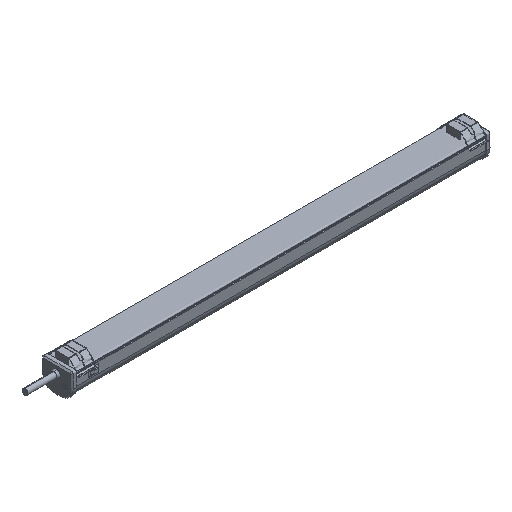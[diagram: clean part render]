
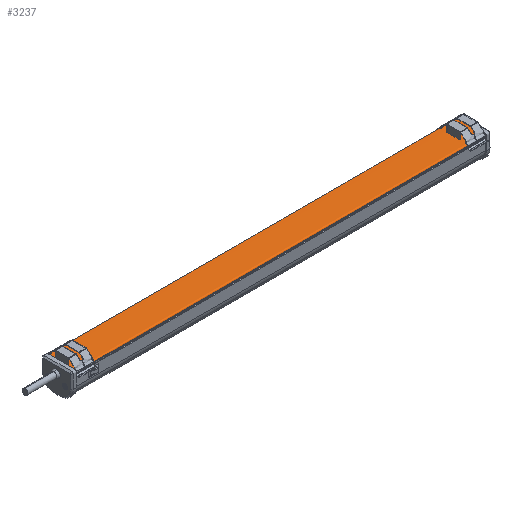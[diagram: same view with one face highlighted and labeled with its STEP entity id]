
A CAD part, isometric view. The second image highlights one B-rep face of the part: STEP entity #3237.
In plain terms, the highlighted free-form (B-spline) face has degree [2, 1] with [9, 2] control points.
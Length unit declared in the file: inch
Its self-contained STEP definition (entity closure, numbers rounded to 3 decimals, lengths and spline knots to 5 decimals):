
#86 = CARTESIAN_POINT ( 'NONE',  ( 11.52756, -0.73622, 1.4325 ) ) ;
#1739 = VERTEX_POINT ( 'NONE', #3188 ) ;
#1796 = EDGE_CURVE ( 'NONE', #7447, #7917, #2160, .T. ) ;
#2070 = CARTESIAN_POINT ( 'NONE',  ( -11.52756, 0.73622, 1.4325 ) ) ;
#2117 = CARTESIAN_POINT ( 'NONE',  ( -11.52756, 0.80709, 1.31527 ) ) ;
#2154 = CARTESIAN_POINT ( 'NONE',  ( 11.52756, -0.80709, 1.36164 ) ) ;
#2160 = LINE ( 'NONE', #16198, #8247 ) ;
#2515 = CARTESIAN_POINT ( 'NONE',  ( 11.52756, -0.80709, 1.36164 ) ) ;
#2807 = ORIENTED_EDGE ( 'NONE', *, *, #11042, .T. ) ;
#3188 = CARTESIAN_POINT ( 'NONE',  ( 11.52756, 0.80709, 1.31527 ) ) ;
#3237 = ADVANCED_FACE ( 'NONE', ( #12257 ), #9113, .T. ) ;
#3240 = CARTESIAN_POINT ( 'NONE',  ( -11.52756, 0., 1.4325 ) ) ;
#3565 = CARTESIAN_POINT ( 'NONE',  ( -11.52756, 0.80709, 1.36164 ) ) ;
#3595 = CARTESIAN_POINT ( 'NONE',  ( 11.52756, -0.80709, 1.4325 ) ) ;
#3796 =( BOUNDED_CURVE ( )  B_SPLINE_CURVE ( 2, ( #2154, #3595, #11086, #14748, #6048, #13507, #7123, #12407, #12359 ),
 .UNSPECIFIED., .F., .F. ) 
 B_SPLINE_CURVE_WITH_KNOTS ( ( 3, 2, 2, 2, 3 ),
 ( 0., 0.00284, 0.04044, 0.04329, 0.04447 ),
 .UNSPECIFIED. ) 
 CURVE ( )  GEOMETRIC_REPRESENTATION_ITEM ( )  RATIONAL_B_SPLINE_CURVE ( ( 1., 0.707, 1., 1., 1., 0.707, 1., 1., 1. ) ) 
 REPRESENTATION_ITEM ( '' )  );
#3936 = CARTESIAN_POINT ( 'NONE',  ( 11.52756, 0.80709, 1.4325 ) ) ;
#4369 = CARTESIAN_POINT ( 'NONE',  ( -11.52756, 0.80709, 1.4325 ) ) ;
#4377 = ORIENTED_EDGE ( 'NONE', *, *, #1796, .T. ) ;
#4515 = EDGE_CURVE ( 'NONE', #12295, #7447, #7865, .T. ) ;
#4804 = CARTESIAN_POINT ( 'NONE',  ( 11.52756, 0.80709, 1.36164 ) ) ;
#5028 = CARTESIAN_POINT ( 'NONE',  ( 11.52756, 0., 1.4325 ) ) ;
#5508 = ORIENTED_EDGE ( 'NONE', *, *, #4515, .T. ) ;
#6048 = CARTESIAN_POINT ( 'NONE',  ( 11.52756, 0.73622, 1.4325 ) ) ;
#6244 = CARTESIAN_POINT ( 'NONE',  ( 11.52756, -0.80709, 1.36164 ) ) ;
#6485 = EDGE_CURVE ( 'NONE', #7917, #1739, #3796, .T. ) ;
#6669 = ORIENTED_EDGE ( 'NONE', *, *, #6485, .T. ) ;
#6984 = CARTESIAN_POINT ( 'NONE',  ( -11.52756, -0.80709, 1.36164 ) ) ;
#7123 = CARTESIAN_POINT ( 'NONE',  ( 11.52756, 0.80709, 1.36164 ) ) ;
#7290 = CARTESIAN_POINT ( 'NONE',  ( -11.52756, 0.80709, 1.33845 ) ) ;
#7310 = EDGE_LOOP ( 'NONE', ( #5508, #4377, #6669, #2807 ) ) ;
#7447 = VERTEX_POINT ( 'NONE', #16408 ) ;
#7668 = CARTESIAN_POINT ( 'NONE',  ( -11.52756, 0., 1.4325 ) ) ;
#7865 =( BOUNDED_CURVE ( )  B_SPLINE_CURVE ( 2, ( #2117, #15897, #8209, #4369, #2070, #3240, #13249, #8157, #6984 ),
 .UNSPECIFIED., .F., .F. ) 
 B_SPLINE_CURVE_WITH_KNOTS ( ( 3, 2, 2, 2, 3 ),
 ( 0., 0.00115, 0.00393, 0.0406, 0.04337 ),
 .UNSPECIFIED. ) 
 CURVE ( )  GEOMETRIC_REPRESENTATION_ITEM ( )  RATIONAL_B_SPLINE_CURVE ( ( 1., 1., 1., 0.707, 1., 1., 1., 0.707, 1. ) ) 
 REPRESENTATION_ITEM ( '' )  );
#7917 = VERTEX_POINT ( 'NONE', #2515 ) ;
#8157 = CARTESIAN_POINT ( 'NONE',  ( -11.52756, -0.80709, 1.4325 ) ) ;
#8209 = CARTESIAN_POINT ( 'NONE',  ( -11.52756, 0.80709, 1.36164 ) ) ;
#8247 = VECTOR ( 'NONE', #12719, 39.37008 ) ;
#8615 = VECTOR ( 'NONE', #11036, 39.37008 ) ;
#8959 = CARTESIAN_POINT ( 'NONE',  ( -11.52756, -0.80709, 1.4325 ) ) ;
#9113 =( BOUNDED_SURFACE ( )  B_SPLINE_SURFACE ( 2, 1, ( 
 ( #11108, #16356 ),
 ( #7290, #11170 ),
 ( #3565, #4804 ),
 ( #11550, #3936 ),
 ( #13919, #16516 ),
 ( #7668, #5028 ),
 ( #10257, #86 ),
 ( #8959, #15210 ),
 ( #16456, #6244 ) ),
 .UNSPECIFIED., .F., .F., .F. ) 
 B_SPLINE_SURFACE_WITH_KNOTS ( ( 3, 2, 2, 2, 3 ),
 ( 2, 2 ),
 ( -41.40516, -40.22743, -37.39999, 0., 2.82743 ),
 ( 0., 585.6 ),
 .UNSPECIFIED. ) 
 GEOMETRIC_REPRESENTATION_ITEM ( )  RATIONAL_B_SPLINE_SURFACE ( (
 ( 1., 1.),
 ( 1., 1.),
 ( 1., 1.),
 ( 0.707, 0.707),
 ( 1., 1.),
 ( 1., 1.),
 ( 1., 1.),
 ( 0.707, 0.707),
 ( 1., 1.) ) ) 
 REPRESENTATION_ITEM ( '' )  SURFACE ( )  );
#9735 = CARTESIAN_POINT ( 'NONE',  ( 0., 0.80709, 1.31527 ) ) ;
#10257 = CARTESIAN_POINT ( 'NONE',  ( -11.52756, -0.73622, 1.4325 ) ) ;
#10439 = LINE ( 'NONE', #9735, #8615 ) ;
#11036 = DIRECTION ( 'NONE',  ( -1., 0., 0. ) ) ;
#11042 = EDGE_CURVE ( 'NONE', #1739, #12295, #10439, .T. ) ;
#11086 = CARTESIAN_POINT ( 'NONE',  ( 11.52756, -0.73622, 1.4325 ) ) ;
#11108 = CARTESIAN_POINT ( 'NONE',  ( -11.52756, 0.80709, 1.31527 ) ) ;
#11170 = CARTESIAN_POINT ( 'NONE',  ( 11.52756, 0.80709, 1.33845 ) ) ;
#11550 = CARTESIAN_POINT ( 'NONE',  ( -11.52756, 0.80709, 1.4325 ) ) ;
#12257 = FACE_OUTER_BOUND ( 'NONE', #7310, .T. ) ;
#12295 = VERTEX_POINT ( 'NONE', #15438 ) ;
#12359 = CARTESIAN_POINT ( 'NONE',  ( 11.52756, 0.80709, 1.31527 ) ) ;
#12407 = CARTESIAN_POINT ( 'NONE',  ( 11.52756, 0.80709, 1.33845 ) ) ;
#12719 = DIRECTION ( 'NONE',  ( 1., 0., 0. ) ) ;
#13249 = CARTESIAN_POINT ( 'NONE',  ( -11.52756, -0.73622, 1.4325 ) ) ;
#13507 = CARTESIAN_POINT ( 'NONE',  ( 11.52756, 0.80709, 1.4325 ) ) ;
#13919 = CARTESIAN_POINT ( 'NONE',  ( -11.52756, 0.73622, 1.4325 ) ) ;
#14748 = CARTESIAN_POINT ( 'NONE',  ( 11.52756, 0., 1.4325 ) ) ;
#15210 = CARTESIAN_POINT ( 'NONE',  ( 11.52756, -0.80709, 1.4325 ) ) ;
#15438 = CARTESIAN_POINT ( 'NONE',  ( -11.52756, 0.80709, 1.31527 ) ) ;
#15897 = CARTESIAN_POINT ( 'NONE',  ( -11.52756, 0.80709, 1.33845 ) ) ;
#16198 = CARTESIAN_POINT ( 'NONE',  ( 0., -0.80709, 1.36164 ) ) ;
#16356 = CARTESIAN_POINT ( 'NONE',  ( 11.52756, 0.80709, 1.31527 ) ) ;
#16408 = CARTESIAN_POINT ( 'NONE',  ( -11.52756, -0.80709, 1.36164 ) ) ;
#16456 = CARTESIAN_POINT ( 'NONE',  ( -11.52756, -0.80709, 1.36164 ) ) ;
#16516 = CARTESIAN_POINT ( 'NONE',  ( 11.52756, 0.73622, 1.4325 ) ) ;
